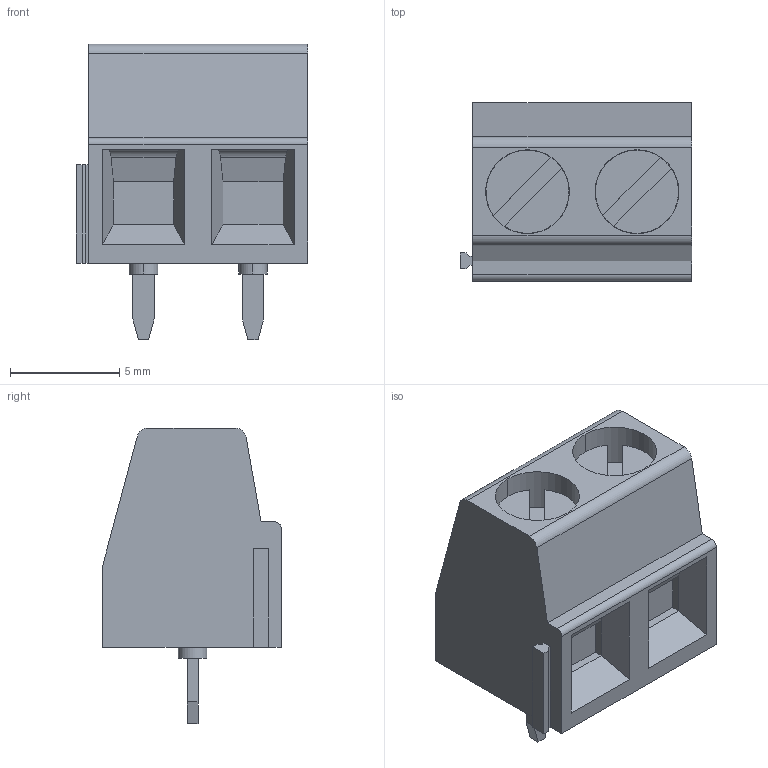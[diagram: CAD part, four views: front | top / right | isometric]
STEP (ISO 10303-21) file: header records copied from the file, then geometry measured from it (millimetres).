
FILE_DESCRIPTION(('Creo Elements/Direct Modeling STEP Export'),'2;1');
FILE_NAME('model.stp','2018-02-10T 8:42:23',(''),(''),'Creo Elements/Direct Modeling STEP processor for AP214 (Solid Model)','Creo Elements/Direct Modeling 18.1I 14-Aug-2016 (C) Parametric Technology GmbH','');
FILE_SCHEMA(('AUTOMOTIVE_DESIGN { 1 0 10303 214 1 1 1 1 }'));
Length unit declared in the file: millimetre
Products named in the file (2): mkdsn_1.5-2-ht_bk.1.1
Assembly tree (1 placements, depth 2):
  mkdsn_1.5-2-ht_bk.1.1
    mkdsn_1.5-2-ht_bk.1.1
Bounding box: 10.57 x 8.15 x 13.5 mm (x, y, z)
Volume: 645.8 mm3; surface area: 645.5 mm2
Topology: 1 solids, 1 shells, 126 faces, 322 edges, 212 vertices
Faces by surface type: plane 90, cylinder 36
Entity records: 4742 total; most frequent: ORIENTED_EDGE 644, CARTESIAN_POINT 639, DIRECTION 614, EDGE_CURVE 322, VECTOR 240, LINE 240, VERTEX_POINT 212, AXIS2_PLACEMENT_3D 187
